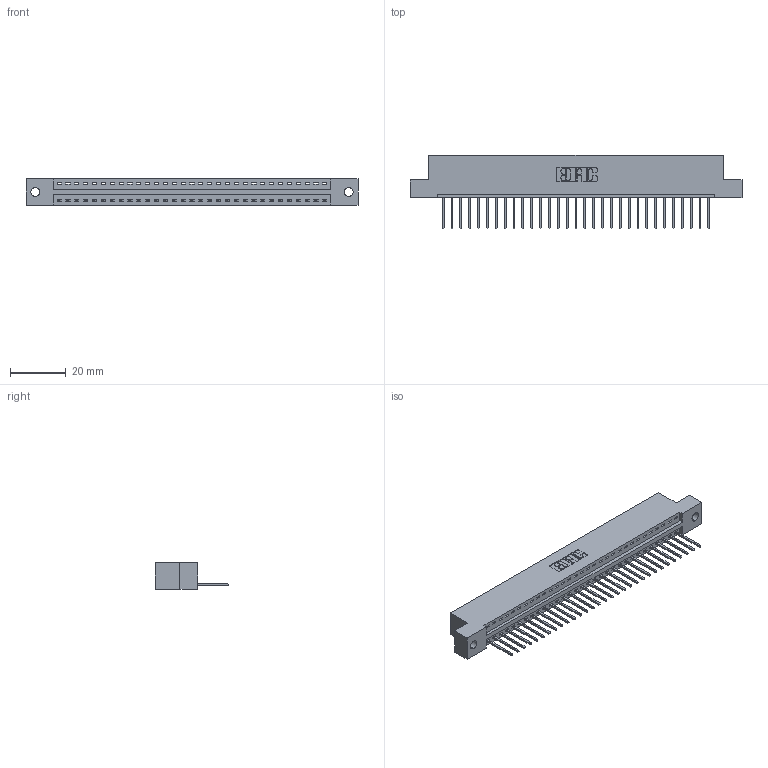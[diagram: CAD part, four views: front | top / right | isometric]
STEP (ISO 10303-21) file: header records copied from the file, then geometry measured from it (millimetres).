
FILE_DESCRIPTION (( 'STEP AP203' ), '1' );
FILE_NAME ('346-031-522-102.STEP', '2022-05-06T16:46:14', ( '' ), ( '' ), 'SwSTEP 2.0', 'SolidWorks 2020', '' );
FILE_SCHEMA (( 'CONFIG_CONTROL_DESIGN' ));
Length unit declared in the file: inch
Products named in the file (3): 346 Part_Flush Mounting Lugs - 0.128 Dia; 346-031-522-102; 345-292-001_345-293-122
Assembly tree (32 placements, depth 2):
  346-031-522-102
    346 Part_Flush Mounting Lugs - 0.128 Dia
    345-292-001_345-293-122  x31
Bounding box: 119 x 26.42 x 9.4 mm (x, y, z)
Volume: 11282.2 mm3; surface area: 13825.5 mm2
Topology: 32 solids, 32 shells, 1920 faces, 5785 edges, 3814 vertices
Faces by surface type: plane 1316, cylinder 604
Entity records: 20741 total; most frequent: CARTESIAN_POINT 3565, ORIENTED_EDGE 3530, DIRECTION 3159, EDGE_CURVE 1765, VECTOR 1509, LINE 1509, VERTEX_POINT 1174, AXIS2_PLACEMENT_3D 825
